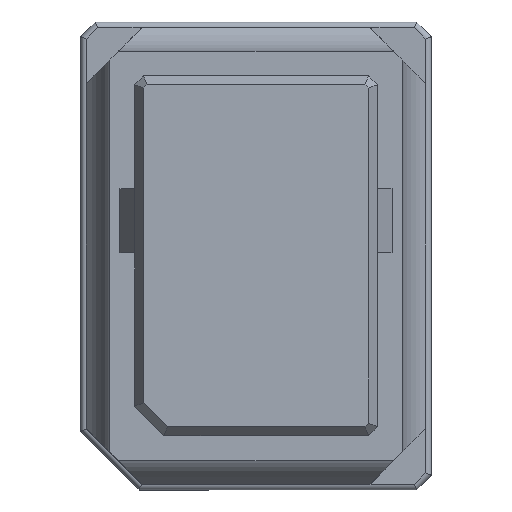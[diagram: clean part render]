
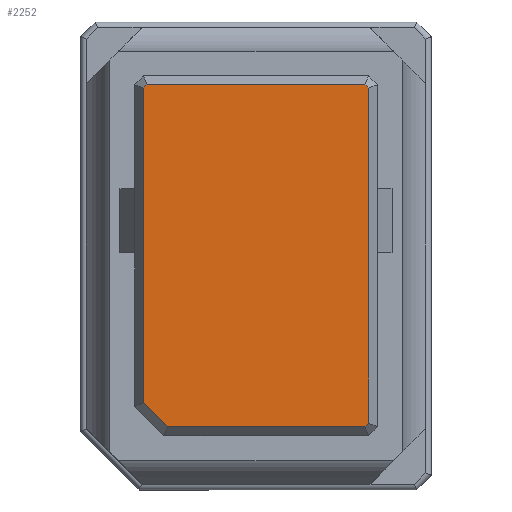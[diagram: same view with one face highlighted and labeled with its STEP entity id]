
A CAD part, top view. The second image highlights one B-rep face of the part: STEP entity #2252.
In plain terms, the highlighted planar face has unit normal (0, 0, 1).
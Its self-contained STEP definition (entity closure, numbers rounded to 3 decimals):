
#84=PLANE('',#2422);
#181=B_SPLINE_CURVE_WITH_KNOTS('',3,(#3324,#3325,#3326,#3327),
 .UNSPECIFIED.,.F.,.F.,(4,4),(0.,1.),.UNSPECIFIED.);
#182=B_SPLINE_CURVE_WITH_KNOTS('',3,(#3330,#3331,#3332,#3333),
 .UNSPECIFIED.,.F.,.F.,(4,4),(0.,1.),.UNSPECIFIED.);
#183=B_SPLINE_CURVE_WITH_KNOTS('',3,(#3335,#3336,#3337,#3338),
 .UNSPECIFIED.,.F.,.F.,(4,4),(0.,1.),.UNSPECIFIED.);
#184=B_SPLINE_CURVE_WITH_KNOTS('',3,(#3340,#3341,#3342,#3343),
 .UNSPECIFIED.,.F.,.F.,(4,4),(0.,1.),.UNSPECIFIED.);
#185=B_SPLINE_CURVE_WITH_KNOTS('',3,(#3345,#3346,#3347,#3348),
 .UNSPECIFIED.,.F.,.F.,(4,4),(0.,1.),.UNSPECIFIED.);
#186=B_SPLINE_CURVE_WITH_KNOTS('',3,(#3350,#3351,#3352,#3353),
 .UNSPECIFIED.,.F.,.F.,(4,4),(0.,1.),.UNSPECIFIED.);
#187=B_SPLINE_CURVE_WITH_KNOTS('',3,(#3355,#3356,#3357,#3358),
 .UNSPECIFIED.,.F.,.F.,(4,4),(0.,1.),.UNSPECIFIED.);
#188=B_SPLINE_CURVE_WITH_KNOTS('',3,(#3360,#3361,#3362,#3363),
 .UNSPECIFIED.,.F.,.F.,(4,4),(0.,1.),.UNSPECIFIED.);
#729=ORIENTED_EDGE('',*,*,#1388,.T.);
#730=ORIENTED_EDGE('',*,*,#1389,.T.);
#731=ORIENTED_EDGE('',*,*,#1390,.T.);
#732=ORIENTED_EDGE('',*,*,#1391,.T.);
#733=ORIENTED_EDGE('',*,*,#1392,.T.);
#734=ORIENTED_EDGE('',*,*,#1393,.T.);
#735=ORIENTED_EDGE('',*,*,#1394,.T.);
#736=ORIENTED_EDGE('',*,*,#1395,.T.);
#1388=EDGE_CURVE('',#1717,#1718,#181,.T.);
#1389=EDGE_CURVE('',#1718,#1719,#182,.T.);
#1390=EDGE_CURVE('',#1719,#1720,#183,.T.);
#1391=EDGE_CURVE('',#1720,#1721,#184,.T.);
#1392=EDGE_CURVE('',#1721,#1722,#185,.T.);
#1393=EDGE_CURVE('',#1722,#1723,#186,.T.);
#1394=EDGE_CURVE('',#1723,#1724,#187,.T.);
#1395=EDGE_CURVE('',#1724,#1717,#188,.T.);
#1717=VERTEX_POINT('',#3328);
#1718=VERTEX_POINT('',#3329);
#1719=VERTEX_POINT('',#3334);
#1720=VERTEX_POINT('',#3339);
#1721=VERTEX_POINT('',#3344);
#1722=VERTEX_POINT('',#3349);
#1723=VERTEX_POINT('',#3354);
#1724=VERTEX_POINT('',#3359);
#1920=EDGE_LOOP('',(#729,#730,#731,#732,#733,#734,#735,#736));
#2072=FACE_BOUND('',#1920,.T.);
#2252=ADVANCED_FACE('',(#2072),#84,.F.);
#2422=AXIS2_PLACEMENT_3D('',#3323,#2651,#2652);
#2651=DIRECTION('',(0.,0.,-1.));
#2652=DIRECTION('',(-1.,0.,0.));
#3323=CARTESIAN_POINT('',(0.,0.,14.2));
#3324=CARTESIAN_POINT('',(-3.026,-2.85,14.2));
#3325=CARTESIAN_POINT('',(-0.775,-2.85,14.2));
#3326=CARTESIAN_POINT('',(1.475,-2.85,14.2));
#3327=CARTESIAN_POINT('',(3.726,-2.85,14.2));
#3328=CARTESIAN_POINT('',(-3.026,-2.85,14.2));
#3329=CARTESIAN_POINT('',(3.726,-2.85,14.2));
#3330=CARTESIAN_POINT('',(3.726,-2.85,14.2));
#3331=CARTESIAN_POINT('',(3.767,-2.809,14.2));
#3332=CARTESIAN_POINT('',(3.809,-2.767,14.2));
#3333=CARTESIAN_POINT('',(3.85,-2.726,14.2));
#3334=CARTESIAN_POINT('',(3.85,-2.726,14.2));
#3335=CARTESIAN_POINT('',(3.85,-2.726,14.2));
#3336=CARTESIAN_POINT('',(3.85,1.091,14.2));
#3337=CARTESIAN_POINT('',(3.85,4.909,14.2));
#3338=CARTESIAN_POINT('',(3.85,8.726,14.2));
#3339=CARTESIAN_POINT('',(3.85,8.726,14.2));
#3340=CARTESIAN_POINT('',(3.85,8.726,14.2));
#3341=CARTESIAN_POINT('',(3.809,8.767,14.2));
#3342=CARTESIAN_POINT('',(3.767,8.809,14.2));
#3343=CARTESIAN_POINT('',(3.726,8.85,14.2));
#3344=CARTESIAN_POINT('',(3.726,8.85,14.2));
#3345=CARTESIAN_POINT('',(3.726,8.85,14.2));
#3346=CARTESIAN_POINT('',(1.242,8.85,14.2));
#3347=CARTESIAN_POINT('',(-1.242,8.85,14.2));
#3348=CARTESIAN_POINT('',(-3.726,8.85,14.2));
#3349=CARTESIAN_POINT('',(-3.726,8.85,14.2));
#3350=CARTESIAN_POINT('',(-3.726,8.85,14.2));
#3351=CARTESIAN_POINT('',(-3.767,8.809,14.2));
#3352=CARTESIAN_POINT('',(-3.809,8.767,14.2));
#3353=CARTESIAN_POINT('',(-3.85,8.726,14.2));
#3354=CARTESIAN_POINT('',(-3.85,8.726,14.2));
#3355=CARTESIAN_POINT('',(-3.85,8.726,14.2));
#3356=CARTESIAN_POINT('',(-3.85,5.142,14.2));
#3357=CARTESIAN_POINT('',(-3.85,1.558,14.2));
#3358=CARTESIAN_POINT('',(-3.85,-2.026,14.2));
#3359=CARTESIAN_POINT('',(-3.85,-2.026,14.2));
#3360=CARTESIAN_POINT('',(-3.85,-2.026,14.2));
#3361=CARTESIAN_POINT('',(-3.575,-2.3,14.2));
#3362=CARTESIAN_POINT('',(-3.3,-2.575,14.2));
#3363=CARTESIAN_POINT('',(-3.026,-2.85,14.2));
